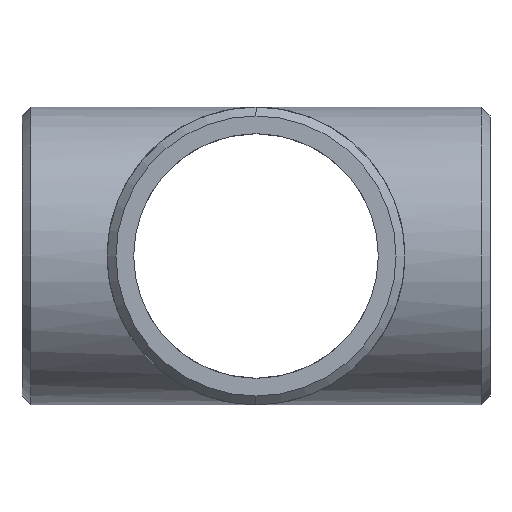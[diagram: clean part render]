
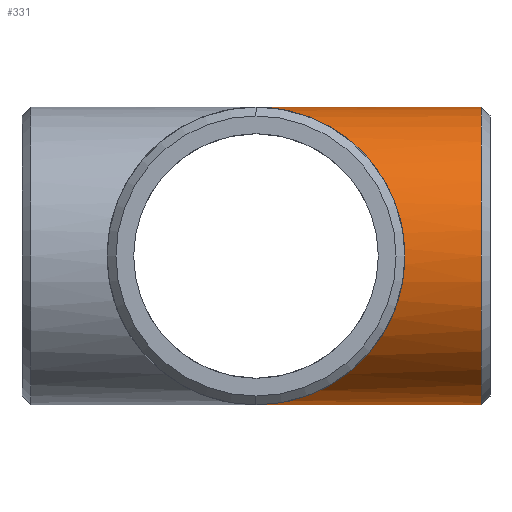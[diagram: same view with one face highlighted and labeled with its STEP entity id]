
A CAD part, left-side view. The second image highlights one B-rep face of the part: STEP entity #331.
In plain terms, the highlighted cylindrical face has radius 177.8 mm (diameter 355.6 mm), a partial arc.
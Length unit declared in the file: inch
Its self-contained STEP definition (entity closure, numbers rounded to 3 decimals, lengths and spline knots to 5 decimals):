
#19 = DIRECTION ( 'NONE',  ( 0., 1., 0. ) ) ;
#48 = EDGE_CURVE ( 'NONE', #512, #585, #359, .T. ) ;
#61 = DIRECTION ( 'NONE',  ( 0., 1., 0. ) ) ;
#73 = DIRECTION ( 'NONE',  ( 0., 1., 0. ) ) ;
#105 = CARTESIAN_POINT ( 'NONE',  ( 0., 0., 7. ) ) ;
#138 = CARTESIAN_POINT ( 'NONE',  ( 0., 0., -7. ) ) ;
#144 = VERTEX_POINT ( 'NONE', #630 ) ;
#158 = VERTEX_POINT ( 'NONE', #388 ) ;
#190 = EDGE_CURVE ( 'NONE', #585, #158, #765, .T. ) ;
#196 = AXIS2_PLACEMENT_3D ( 'NONE', #310, #19, #256 ) ;
#225 = FACE_OUTER_BOUND ( 'NONE', #438, .T. ) ;
#256 = DIRECTION ( 'NONE',  ( 0., 0., -1. ) ) ;
#275 = AXIS2_PLACEMENT_3D ( 'NONE', #404, #652, #527 ) ;
#279 = CARTESIAN_POINT ( 'NONE',  ( -14., -14., -7. ) ) ;
#310 = CARTESIAN_POINT ( 'NONE',  ( 0., -10.58333, 0. ) ) ;
#315 = ORIENTED_EDGE ( 'NONE', *, *, #190, .F. ) ;
#331 = ADVANCED_FACE ( 'NONE', ( #225 ), #722, .T. ) ;
#335 = VECTOR ( 'NONE', #61, 39.37008 ) ;
#343 = CARTESIAN_POINT ( 'NONE',  ( 0., 0., -7. ) ) ;
#359 = LINE ( 'NONE', #608, #335 ) ;
#388 = CARTESIAN_POINT ( 'NONE',  ( 0., 0., 7. ) ) ;
#404 = CARTESIAN_POINT ( 'NONE',  ( 0., -11., 0. ) ) ;
#432 = CARTESIAN_POINT ( 'NONE',  ( 0., -10.58333, -7. ) ) ;
#438 = EDGE_LOOP ( 'NONE', ( #650, #609, #315, #574 ) ) ;
#512 = VERTEX_POINT ( 'NONE', #432 ) ;
#519 = EDGE_CURVE ( 'NONE', #144, #158, #568, .T. ) ;
#523 = EDGE_CURVE ( 'NONE', #512, #144, #683, .T. ) ;
#527 = DIRECTION ( 'NONE',  ( 0., 0., -1. ) ) ;
#568 = LINE ( 'NONE', #693, #645 ) ;
#574 = ORIENTED_EDGE ( 'NONE', *, *, #48, .F. ) ;
#582 = CARTESIAN_POINT ( 'NONE',  ( -14., -14., 7. ) ) ;
#585 = VERTEX_POINT ( 'NONE', #138 ) ;
#608 = CARTESIAN_POINT ( 'NONE',  ( 0., -11., -7. ) ) ;
#609 = ORIENTED_EDGE ( 'NONE', *, *, #519, .T. ) ;
#630 = CARTESIAN_POINT ( 'NONE',  ( 0., -10.58333, 7. ) ) ;
#645 = VECTOR ( 'NONE', #73, 39.37008 ) ;
#650 = ORIENTED_EDGE ( 'NONE', *, *, #523, .T. ) ;
#652 = DIRECTION ( 'NONE',  ( 0., 1., 0. ) ) ;
#683 = CIRCLE ( 'NONE', #196, 7. ) ;
#693 = CARTESIAN_POINT ( 'NONE',  ( 0., -11., 7. ) ) ;
#722 = CYLINDRICAL_SURFACE ( 'NONE', #275, 7. ) ;
#765 =( BOUNDED_CURVE ( )  B_SPLINE_CURVE ( 3, ( #343, #279, #582, #105 ),
 .UNSPECIFIED., .F., .T. ) 
 B_SPLINE_CURVE_WITH_KNOTS ( ( 4, 4 ),
 ( 4.71239, 7.85398 ),
 .UNSPECIFIED. ) 
 CURVE ( )  GEOMETRIC_REPRESENTATION_ITEM ( )  RATIONAL_B_SPLINE_CURVE ( ( 1., 0.333, 0.333, 1. ) ) 
 REPRESENTATION_ITEM ( '' )  );
